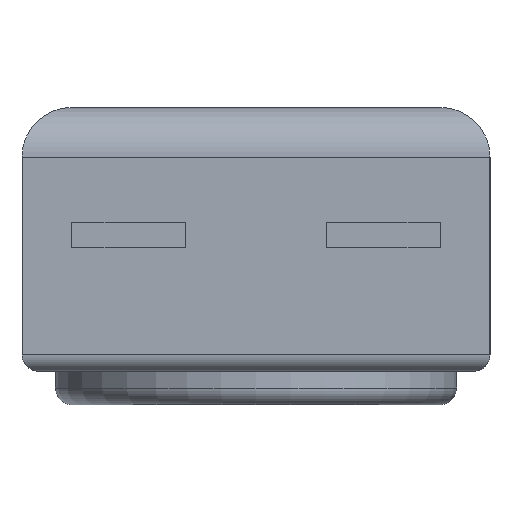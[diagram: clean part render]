
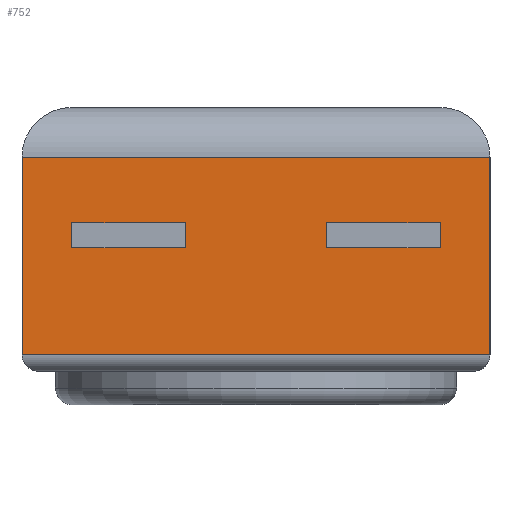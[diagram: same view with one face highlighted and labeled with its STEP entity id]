
A CAD part, left-side view. The second image highlights one B-rep face of the part: STEP entity #752.
In plain terms, the highlighted planar face has unit normal (-1, 0, 0).
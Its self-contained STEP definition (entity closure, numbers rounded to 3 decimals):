
#29=FACE_BOUND('',#146,.T.);
#30=FACE_BOUND('',#147,.T.);
#98=FACE_OUTER_BOUND('',#145,.T.);
#145=EDGE_LOOP('',(#667,#668,#669,#670));
#146=EDGE_LOOP('',(#671,#672,#673,#674));
#147=EDGE_LOOP('',(#675,#676,#677,#678));
#176=LINE('',#1102,#258);
#184=LINE('',#1117,#266);
#185=LINE('',#1119,#267);
#186=LINE('',#1121,#268);
#187=LINE('',#1125,#269);
#191=LINE('',#1134,#273);
#196=LINE('',#1142,#278);
#198=LINE('',#1146,#280);
#204=LINE('',#1167,#286);
#209=LINE('',#1176,#291);
#219=LINE('',#1219,#301);
#224=LINE('',#1234,#306);
#258=VECTOR('',#884,10.);
#266=VECTOR('',#896,10.);
#267=VECTOR('',#899,10.);
#268=VECTOR('',#902,10.);
#269=VECTOR('',#905,10.);
#273=VECTOR('',#911,10.);
#278=VECTOR('',#918,10.);
#280=VECTOR('',#924,10.);
#286=VECTOR('',#944,10.);
#291=VECTOR('',#953,10.);
#301=VECTOR('',#1001,10.);
#306=VECTOR('',#1018,10.);
#331=VERTEX_POINT('',#1099);
#332=VERTEX_POINT('',#1101);
#336=VERTEX_POINT('',#1113);
#337=VERTEX_POINT('',#1115);
#338=VERTEX_POINT('',#1123);
#339=VERTEX_POINT('',#1124);
#342=VERTEX_POINT('',#1132);
#343=VERTEX_POINT('',#1133);
#351=VERTEX_POINT('',#1159);
#353=VERTEX_POINT('',#1165);
#355=VERTEX_POINT('',#1174);
#369=VERTEX_POINT('',#1218);
#404=EDGE_CURVE('',#332,#331,#176,.T.);
#412=EDGE_CURVE('',#336,#337,#184,.T.);
#413=EDGE_CURVE('',#337,#332,#185,.T.);
#414=EDGE_CURVE('',#331,#336,#186,.T.);
#415=EDGE_CURVE('',#338,#339,#187,.T.);
#419=EDGE_CURVE('',#342,#343,#191,.T.);
#424=EDGE_CURVE('',#339,#342,#196,.T.);
#426=EDGE_CURVE('',#343,#338,#198,.T.);
#436=EDGE_CURVE('',#353,#351,#204,.T.);
#441=EDGE_CURVE('',#355,#353,#209,.T.);
#461=EDGE_CURVE('',#351,#369,#219,.T.);
#469=EDGE_CURVE('',#369,#355,#224,.T.);
#667=ORIENTED_EDGE('',*,*,#436,.F.);
#668=ORIENTED_EDGE('',*,*,#441,.F.);
#669=ORIENTED_EDGE('',*,*,#469,.F.);
#670=ORIENTED_EDGE('',*,*,#461,.F.);
#671=ORIENTED_EDGE('',*,*,#412,.T.);
#672=ORIENTED_EDGE('',*,*,#413,.T.);
#673=ORIENTED_EDGE('',*,*,#404,.T.);
#674=ORIENTED_EDGE('',*,*,#414,.T.);
#675=ORIENTED_EDGE('',*,*,#419,.T.);
#676=ORIENTED_EDGE('',*,*,#426,.T.);
#677=ORIENTED_EDGE('',*,*,#415,.T.);
#678=ORIENTED_EDGE('',*,*,#424,.T.);
#708=PLANE('',#829);
#752=ADVANCED_FACE('',(#98,#29,#30),#708,.T.);
#829=AXIS2_PLACEMENT_3D('',#1249,#1038,#1039);
#884=DIRECTION('',(0.,0.,-1.));
#896=DIRECTION('',(0.,0.,1.));
#899=DIRECTION('',(0.,-1.,0.));
#902=DIRECTION('',(0.,1.,0.));
#905=DIRECTION('',(0.,1.,0.));
#911=DIRECTION('',(0.,-1.,0.));
#918=DIRECTION('',(0.,0.,1.));
#924=DIRECTION('',(0.,0.,-1.));
#944=DIRECTION('',(0.,-1.,0.));
#953=DIRECTION('',(0.,0.,1.));
#1001=DIRECTION('',(0.,0.,-1.));
#1018=DIRECTION('',(0.,1.,0.));
#1038=DIRECTION('center_axis',(-1.,0.,0.));
#1039=DIRECTION('ref_axis',(0.,-1.,0.));
#1099=CARTESIAN_POINT('',(0.,0.298,0.));
#1101=CARTESIAN_POINT('',(0.,0.298,0.15));
#1102=CARTESIAN_POINT('',(0.,0.298,0.));
#1113=CARTESIAN_POINT('',(0.,0.978,0.));
#1115=CARTESIAN_POINT('',(0.,0.978,0.15));
#1117=CARTESIAN_POINT('',(0.,0.978,0.));
#1119=CARTESIAN_POINT('',(0.,1.719,0.15));
#1121=CARTESIAN_POINT('',(0.,1.719,0.));
#1123=CARTESIAN_POINT('',(0.,1.822,0.));
#1124=CARTESIAN_POINT('',(0.,2.502,0.));
#1125=CARTESIAN_POINT('',(0.,2.481,0.));
#1132=CARTESIAN_POINT('',(0.,2.502,0.15));
#1133=CARTESIAN_POINT('',(0.,1.822,0.15));
#1134=CARTESIAN_POINT('',(0.,2.481,0.15));
#1142=CARTESIAN_POINT('',(0.,2.502,0.));
#1146=CARTESIAN_POINT('',(0.,1.822,0.));
#1159=CARTESIAN_POINT('',(0.,0.,0.54));
#1165=CARTESIAN_POINT('',(0.,2.8,0.54));
#1167=CARTESIAN_POINT('',(0.,2.1,0.54));
#1174=CARTESIAN_POINT('',(0.,2.8,-0.64));
#1176=CARTESIAN_POINT('',(0.,2.8,0.));
#1218=CARTESIAN_POINT('',(0.,0.,-0.64));
#1219=CARTESIAN_POINT('',(0.,0.,0.));
#1234=CARTESIAN_POINT('',(0.,2.1,-0.64));
#1249=CARTESIAN_POINT('Origin',(0.,2.8,0.));
